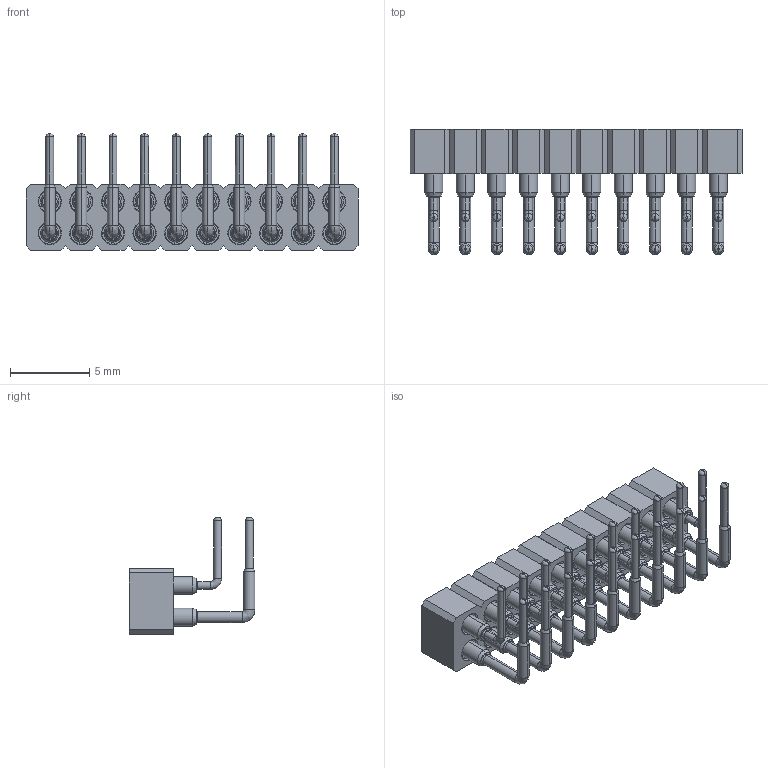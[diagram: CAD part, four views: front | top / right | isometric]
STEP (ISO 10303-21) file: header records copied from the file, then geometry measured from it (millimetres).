
FILE_DESCRIPTION( ('This file contains a STEP AP42 implementation' ,'as created by ZW3D STEP Interface translator.') ,'2;1' );
FILE_NAME( '3522-282XXRXX096X1.stp' ,'231014.154754', (''), ('ZWCAD Software Co.'), 'Version 1.0', 'ZW3D to STEP translator', '' );
FILE_SCHEMA(('AUTOMOTIVE_DESIGN { 1 0 10303 214 1 1 1 1 }'));
Length unit declared in the file: millimetre
Products named in the file (2): 0; 3522-28220RXX096X1
Bounding box: 21 x 7.95 x 7.4 mm (x, y, z)
Volume: 247.6 mm3; surface area: 1483.5 mm2
Topology: 1 solids, 21 shells, 1714 faces, 4198 edges, 2528 vertices
Faces by surface type: bspline 740, plane 504, cone 390, cylinder 80
Entity records: 97298 total; most frequent: CARTESIAN_POINT 67024, ORIENTED_EDGE 8432, EDGE_CURVE 4136, B_SPLINE_CURVE_WITH_KNOTS 3976, VERTEX_POINT 2524, DIRECTION 2032, EDGE_LOOP 1834, FACE_OUTER_BOUND 1714
